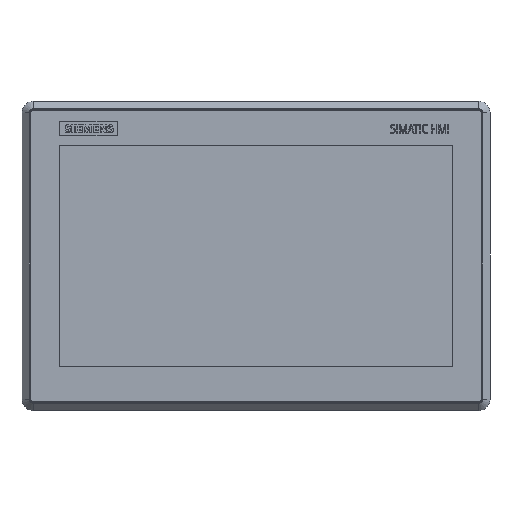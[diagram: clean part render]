
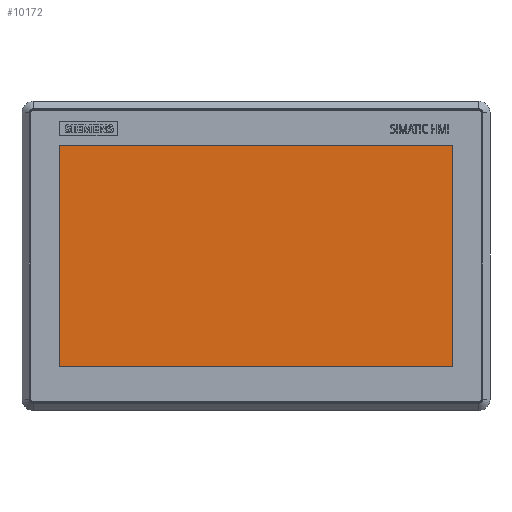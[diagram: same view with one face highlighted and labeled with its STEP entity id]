
A CAD part, top view. The second image highlights one B-rep face of the part: STEP entity #10172.
In plain terms, the highlighted face is planar.
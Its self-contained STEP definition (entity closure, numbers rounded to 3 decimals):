
#8799=PLANE('',#35231);
#10172=ADVANCED_FACE('',(#11898),#8799,.T.);
#11898=FACE_OUTER_BOUND('',#13539,.T.);
#13539=EDGE_LOOP('',(#17461,#17462,#17463,#17464));
#17461=ORIENTED_EDGE('',*,*,#26778,.F.);
#17462=ORIENTED_EDGE('',*,*,#26781,.F.);
#17463=ORIENTED_EDGE('',*,*,#26783,.F.);
#17464=ORIENTED_EDGE('',*,*,#26784,.F.);
#23809=VERTEX_POINT('',#44889);
#23810=VERTEX_POINT('',#44891);
#23811=VERTEX_POINT('',#44895);
#23812=VERTEX_POINT('',#44899);
#26778=EDGE_CURVE('',#23809,#23810,#30222,.T.);
#26781=EDGE_CURVE('',#23811,#23809,#30225,.T.);
#26783=EDGE_CURVE('',#23812,#23811,#30227,.T.);
#26784=EDGE_CURVE('',#23810,#23812,#30228,.T.);
#30222=LINE('',#44890,#31979);
#30225=LINE('',#44896,#31982);
#30227=LINE('',#44900,#31984);
#30228=LINE('',#44902,#31985);
#31979=VECTOR('',#38566,1.);
#31982=VECTOR('',#38571,1.);
#31984=VECTOR('',#38575,1.);
#31985=VECTOR('',#38578,1.);
#35231=AXIS2_PLACEMENT_3D('',#44904,#38581,#38582);
#38566=DIRECTION('',(0.,0.,1.));
#38571=DIRECTION('',(-1.,0.,0.));
#38575=DIRECTION('',(0.,0.,-1.));
#38578=DIRECTION('',(1.,0.,0.));
#38581=DIRECTION('',(0.,-1.,0.));
#38582=DIRECTION('',(0.,0.,-1.));
#44889=CARTESIAN_POINT('',(-173.,-39.182,-59.25));
#44890=CARTESIAN_POINT('',(-173.,-39.182,135.75));
#44891=CARTESIAN_POINT('',(-173.,-39.182,135.75));
#44895=CARTESIAN_POINT('',(173.,-39.182,-59.25));
#44896=CARTESIAN_POINT('',(-173.,-39.182,-59.25));
#44899=CARTESIAN_POINT('',(173.,-39.182,135.75));
#44900=CARTESIAN_POINT('',(173.,-39.182,-59.25));
#44902=CARTESIAN_POINT('',(173.,-39.182,135.75));
#44904=CARTESIAN_POINT('',(0.,-39.182,0.));
